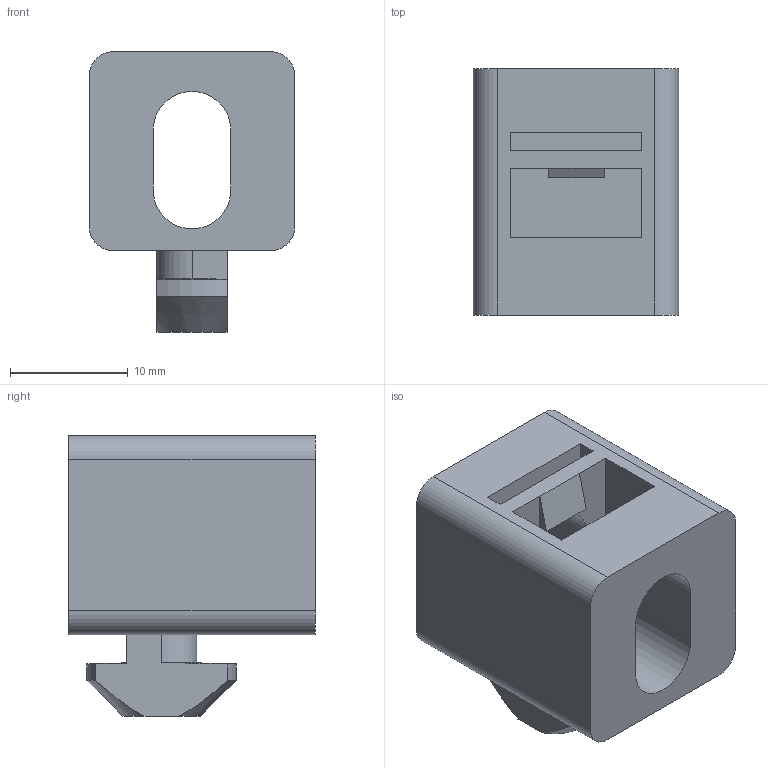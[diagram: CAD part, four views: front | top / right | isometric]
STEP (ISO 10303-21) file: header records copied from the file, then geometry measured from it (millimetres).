
FILE_DESCRIPTION((''),'2;1');
FILE_NAME('10AC7820.stp','2015-07-07T11:09:07',(''),(''),'Mechanical Desktop 2011','Mechanical Desktop 2011',', , ');
FILE_SCHEMA(('AUTOMOTIVE_DESIGN { 1 2 10303 214 1 1 1 1 }'));
Length unit declared in the file: inch
Products named in the file (1): Product
Bounding box: 17.46 x 20.95 x 23.87 mm (x, y, z)
Volume: 4391.7 mm3; surface area: 2992.9 mm2
Topology: 1 solids, 1 shells, 45 faces, 118 edges, 78 vertices
Faces by surface type: plane 29, cylinder 12, sphere 2, cone 2
Entity records: 1439 total; most frequent: CARTESIAN_POINT 250, DIRECTION 238, ORIENTED_EDGE 236, EDGE_CURVE 118, VECTOR 82, LINE 82, AXIS2_PLACEMENT_3D 78, VERTEX_POINT 78
